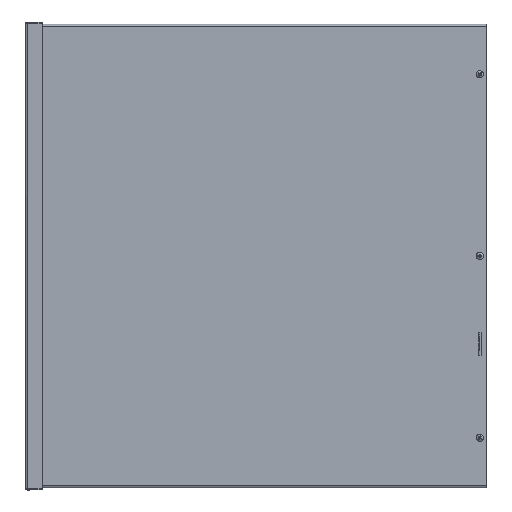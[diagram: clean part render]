
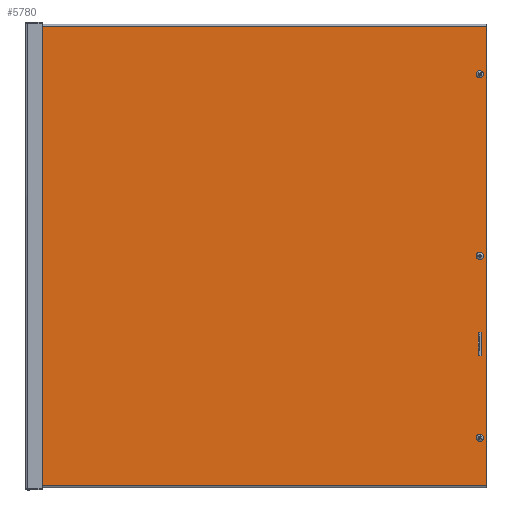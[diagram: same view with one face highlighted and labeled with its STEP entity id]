
A CAD part, front view. The second image highlights one B-rep face of the part: STEP entity #5780.
In plain terms, the highlighted face is planar.
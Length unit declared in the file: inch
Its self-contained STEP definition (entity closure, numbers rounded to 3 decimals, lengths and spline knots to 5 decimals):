
#228=PLANE($,#6150);
#701=LINE($,#10075,#1158);
#705=LINE($,#10083,#1162);
#708=LINE($,#10089,#1165);
#712=LINE($,#10095,#1169);
#714=LINE($,#10103,#1171);
#730=LINE($,#10144,#1187);
#745=LINE($,#10179,#1202);
#747=LINE($,#10182,#1204);
#1158=VECTOR($,#7043,1.25);
#1162=VECTOR($,#7049,0.15625);
#1165=VECTOR($,#7054,1.25);
#1169=VECTOR($,#7060,0.15625);
#1171=VECTOR($,#7066,24.);
#1187=VECTOR($,#7108,24.);
#1202=VECTOR($,#7147,24.1885);
#1204=VECTOR($,#7151,24.1885);
#1403=FACE_BOUND($,#2063,.T.);
#1404=FACE_BOUND($,#2064,.T.);
#1405=FACE_BOUND($,#2065,.T.);
#1406=FACE_BOUND($,#2066,.T.);
#1407=FACE_BOUND($,#2067,.T.);
#1408=FACE_BOUND($,#2068,.T.);
#1409=FACE_BOUND($,#2069,.T.);
#1410=FACE_BOUND($,#2070,.T.);
#2063=EDGE_LOOP($,(#4627));
#2064=EDGE_LOOP($,(#4628));
#2065=EDGE_LOOP($,(#4629));
#2066=EDGE_LOOP($,(#4630));
#2067=EDGE_LOOP($,(#4631));
#2068=EDGE_LOOP($,(#4632));
#2069=EDGE_LOOP($,(#4633,#4634,#4635,#4636));
#2070=EDGE_LOOP($,(#4637,#4638,#4639,#4640));
#2347=CIRCLE($,#6103,0.1565);
#2349=CIRCLE($,#6106,0.1565);
#2351=CIRCLE($,#6109,0.1565);
#2353=CIRCLE($,#6112,0.1565);
#2355=CIRCLE($,#6115,0.1565);
#2357=CIRCLE($,#6118,0.1565);
#2725=VERTEX_POINT($,#10045);
#2727=VERTEX_POINT($,#10050);
#2729=VERTEX_POINT($,#10055);
#2731=VERTEX_POINT($,#10060);
#2733=VERTEX_POINT($,#10065);
#2735=VERTEX_POINT($,#10070);
#2736=VERTEX_POINT($,#10073);
#2737=VERTEX_POINT($,#10074);
#2740=VERTEX_POINT($,#10082);
#2742=VERTEX_POINT($,#10088);
#2746=VERTEX_POINT($,#10100);
#2747=VERTEX_POINT($,#10102);
#2758=VERTEX_POINT($,#10141);
#2759=VERTEX_POINT($,#10143);
#3367=EDGE_CURVE($,#2725,#2725,#2347,.T.);
#3369=EDGE_CURVE($,#2727,#2727,#2349,.T.);
#3371=EDGE_CURVE($,#2729,#2729,#2351,.T.);
#3373=EDGE_CURVE($,#2731,#2731,#2353,.T.);
#3375=EDGE_CURVE($,#2733,#2733,#2355,.T.);
#3377=EDGE_CURVE($,#2735,#2735,#2357,.T.);
#3378=EDGE_CURVE($,#2736,#2737,#701,.T.);
#3382=EDGE_CURVE($,#2740,#2736,#705,.T.);
#3385=EDGE_CURVE($,#2742,#2740,#708,.T.);
#3389=EDGE_CURVE($,#2737,#2742,#712,.T.);
#3392=EDGE_CURVE($,#2747,#2746,#714,.T.);
#3412=EDGE_CURVE($,#2759,#2758,#730,.T.);
#3430=EDGE_CURVE($,#2759,#2746,#745,.T.);
#3432=EDGE_CURVE($,#2747,#2758,#747,.T.);
#4627=ORIENTED_EDGE($,*,*,#3367,.T.);
#4628=ORIENTED_EDGE($,*,*,#3369,.T.);
#4629=ORIENTED_EDGE($,*,*,#3371,.T.);
#4630=ORIENTED_EDGE($,*,*,#3373,.T.);
#4631=ORIENTED_EDGE($,*,*,#3375,.T.);
#4632=ORIENTED_EDGE($,*,*,#3377,.T.);
#4633=ORIENTED_EDGE($,*,*,#3378,.T.);
#4634=ORIENTED_EDGE($,*,*,#3389,.T.);
#4635=ORIENTED_EDGE($,*,*,#3385,.T.);
#4636=ORIENTED_EDGE($,*,*,#3382,.T.);
#4637=ORIENTED_EDGE($,*,*,#3412,.T.);
#4638=ORIENTED_EDGE($,*,*,#3432,.F.);
#4639=ORIENTED_EDGE($,*,*,#3392,.T.);
#4640=ORIENTED_EDGE($,*,*,#3430,.F.);
#5780=ADVANCED_FACE($,(#1403,#1404,#1405,#1406,#1407,#1408,#1409,#1410),
#228,.T.);
#6103=AXIS2_PLACEMENT_3D($,#10046,#7009,#7010);
#6106=AXIS2_PLACEMENT_3D($,#10051,#7015,#7016);
#6109=AXIS2_PLACEMENT_3D($,#10056,#7021,#7022);
#6112=AXIS2_PLACEMENT_3D($,#10061,#7027,#7028);
#6115=AXIS2_PLACEMENT_3D($,#10066,#7033,#7034);
#6118=AXIS2_PLACEMENT_3D($,#10071,#7039,#7040);
#6150=AXIS2_PLACEMENT_3D($,#10181,#7149,#7150);
#7009=DIRECTION('center_axis',(0.,0.,-1.));
#7010=DIRECTION('ref_axis',(-1.,0.,0.));
#7015=DIRECTION('center_axis',(0.,0.,-1.));
#7016=DIRECTION('ref_axis',(-1.,0.,0.));
#7021=DIRECTION('center_axis',(0.,0.,-1.));
#7022=DIRECTION('ref_axis',(-1.,0.,0.));
#7027=DIRECTION('center_axis',(0.,0.,-1.));
#7028=DIRECTION('ref_axis',(-1.,0.,0.));
#7033=DIRECTION('center_axis',(0.,0.,-1.));
#7034=DIRECTION('ref_axis',(-1.,0.,0.));
#7039=DIRECTION('center_axis',(0.,0.,-1.));
#7040=DIRECTION('ref_axis',(-1.,0.,0.));
#7043=DIRECTION($,(1.,0.,0.));
#7049=DIRECTION($,(0.,1.,0.));
#7054=DIRECTION($,(-1.,0.,0.));
#7060=DIRECTION($,(0.,-1.,0.));
#7066=DIRECTION($,(0.,1.,0.));
#7108=DIRECTION($,(0.,-1.,0.));
#7147=DIRECTION($,(1.,0.,0.));
#7149=DIRECTION('center_axis',(0.,0.,1.));
#7150=DIRECTION('ref_axis',(1.,0.,0.));
#7151=DIRECTION($,(-1.,0.,0.));
#10045=CARTESIAN_POINT('',(3.1715,14.656,0.062));
#10046=CARTESIAN_POINT('Origin',(3.015,14.656,0.062));
#10050=CARTESIAN_POINT('',(3.1715,-8.656,0.062));
#10051=CARTESIAN_POINT('Origin',(3.015,-8.656,0.062));
#10055=CARTESIAN_POINT('',(12.734,14.656,0.062));
#10056=CARTESIAN_POINT('Origin',(12.5775,14.656,0.062));
#10060=CARTESIAN_POINT('',(-6.391,14.656,0.062));
#10061=CARTESIAN_POINT('Origin',(-6.5475,14.656,0.062));
#10065=CARTESIAN_POINT('',(12.734,-8.656,0.062));
#10066=CARTESIAN_POINT('Origin',(12.5775,-8.656,0.062));
#10070=CARTESIAN_POINT('',(-6.391,-8.656,0.062));
#10071=CARTESIAN_POINT('Origin',(-6.5475,-8.656,0.062));
#10073=CARTESIAN_POINT('',(-2.235,-8.56588,0.062));
#10074=CARTESIAN_POINT('',(-0.985,-8.56588,0.062));
#10075=CARTESIAN_POINT($,(0.7025,-8.56588,0.062));
#10082=CARTESIAN_POINT('',(-2.235,-8.72213,0.062));
#10083=CARTESIAN_POINT($,(-2.235,-2.822,0.062));
#10088=CARTESIAN_POINT('',(-0.985,-8.72213,0.062));
#10089=CARTESIAN_POINT($,(0.7025,-8.72213,0.062));
#10095=CARTESIAN_POINT($,(-0.985,-2.86106,0.062));
#10100=CARTESIAN_POINT('',(15.10925,15.,0.062));
#10102=CARTESIAN_POINT('',(15.10925,-9.,0.062));
#10103=CARTESIAN_POINT($,(15.10925,-3.,0.062));
#10141=CARTESIAN_POINT('',(-9.07925,-9.,0.062));
#10143=CARTESIAN_POINT('',(-9.07925,15.,0.062));
#10144=CARTESIAN_POINT($,(-9.07925,9.,0.062));
#10179=CARTESIAN_POINT($,(-9.1725,15.,0.062));
#10181=CARTESIAN_POINT('Origin',(3.015,3.,0.062));
#10182=CARTESIAN_POINT($,(15.2025,-9.,0.062));
